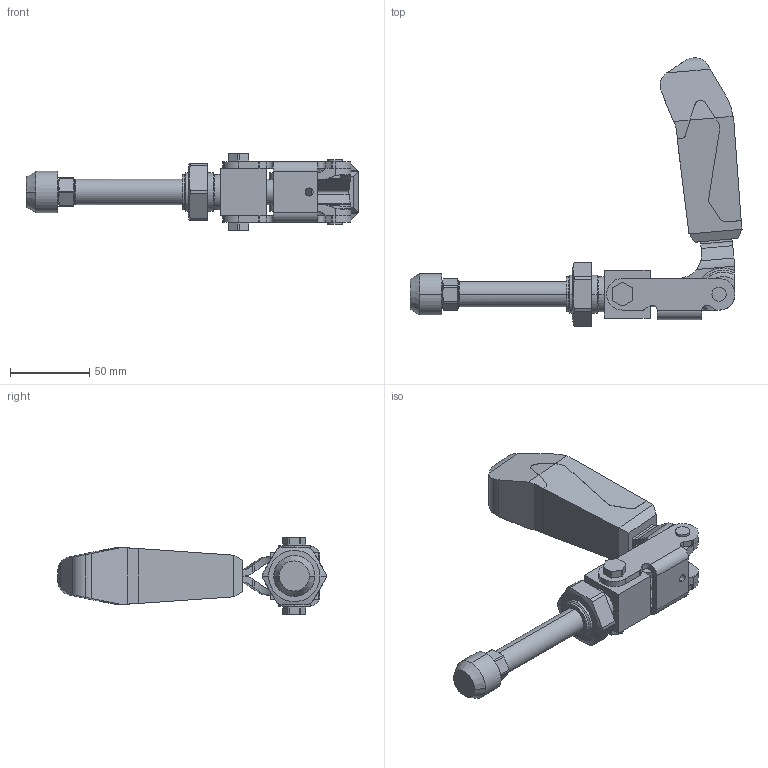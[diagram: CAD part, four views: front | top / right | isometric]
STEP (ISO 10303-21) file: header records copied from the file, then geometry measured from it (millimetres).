
FILE_DESCRIPTION(('STEP AP214'),'1');
FILE_NAME('HALDERN_EH_23330_2106.stp','2019-11-14T12:13:50',('TraceParts'),('TraceParts S.A.'),'Spatial InterOp 3D',' ',' ');
FILE_SCHEMA(('AUTOMOTIVE_DESIGN { 1 0 10303 214 1 1 1 1 }'));
Length unit declared in the file: millimetre
Products named in the file (1): HALDERN_EH_23330_2106_1
Bounding box: 209.46 x 169.41 x 49 mm (x, y, z)
Volume: 224721.2 mm3; surface area: 63083.9 mm2
Topology: 7 solids, 8 shells, 330 faces, 873 edges, 576 vertices
Faces by surface type: cylinder 148, plane 138, cone 36, bspline 8
Entity records: 13701 total; most frequent: CARTESIAN_POINT 2794, ORIENTED_EDGE 1746, DIRECTION 1699, EDGE_CURVE 873, AXIS2_PLACEMENT_3D 625, VERTEX_POINT 576, LINE 449, VECTOR 449
